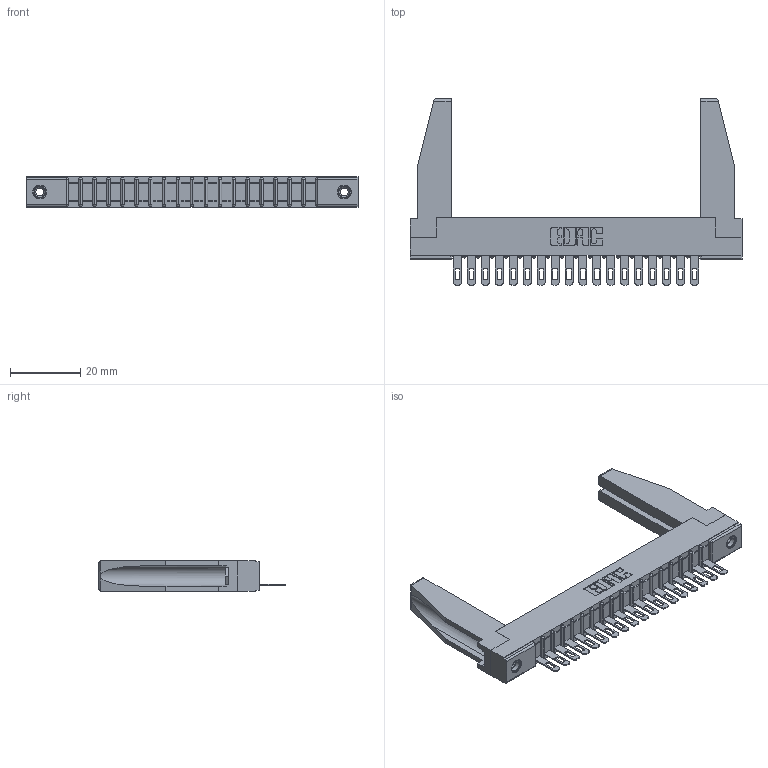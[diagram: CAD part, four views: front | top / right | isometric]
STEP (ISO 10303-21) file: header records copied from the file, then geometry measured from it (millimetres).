
FILE_DESCRIPTION (( 'STEP AP203' ), '1' );
FILE_NAME ('357-018-405-178.STEP', '2020-09-30T23:21:51', ( '' ), ( '' ), 'SwSTEP 2.0', 'SolidWorks 2020', '' );
FILE_SCHEMA (( 'CONFIG_CONTROL_DESIGN' ));
Length unit declared in the file: inch
Products named in the file (5): 307 Part_.156 Dia Mounting Holes; 357-018-405-178; 345-250-001_345-250-001-102; 307-290-001_505; 307-220-078
Assembly tree (23 placements, depth 2):
  357-018-405-178
    307 Part_.156 Dia Mounting Holes
    307-290-001_505  x18
    307-220-078  x2
    345-250-001_345-250-001-102  x2
Bounding box: 94.34 x 52.88 x 8.71 mm (x, y, z)
Volume: 9983.7 mm3; surface area: 13111.1 mm2
Topology: 23 solids, 23 shells, 1275 faces, 3569 edges, 2294 vertices
Faces by surface type: plane 802, cylinder 419, sphere 38, cone 12, torus 4
Entity records: 20803 total; most frequent: CARTESIAN_POINT 3494, ORIENTED_EDGE 3436, DIRECTION 3370, EDGE_CURVE 1718, LINE 1310, VECTOR 1310, VERTEX_POINT 1112, AXIS2_PLACEMENT_3D 1030
